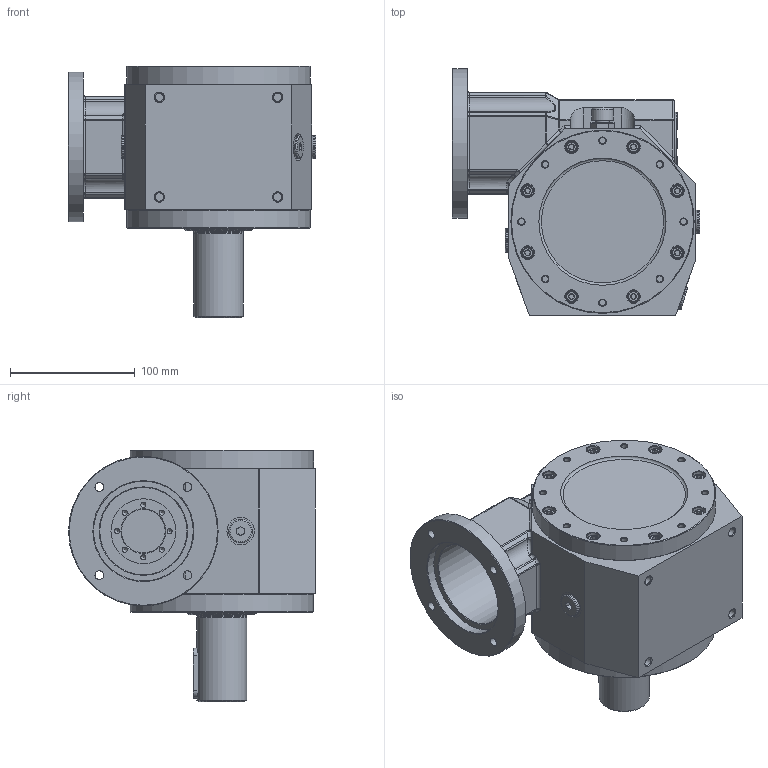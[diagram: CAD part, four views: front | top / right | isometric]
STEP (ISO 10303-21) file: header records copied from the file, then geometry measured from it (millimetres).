
FILE_DESCRIPTION( ( 'Unknown' ), '1' );
FILE_NAME( '3-1KW.stp', 'Unknown', ( 'Unknown' ), ( 'Unknown' ), 'PSStep 13.0', 'Unknown', ' ' );
FILE_SCHEMA( ( 'AUTOMOTIVE_DESIGN { 1 0 10303 214 1 1 1 1 }' ) );
Length unit declared in the file: millimetre
Products named in the file (1): Gehause
Bounding box: 198.5 x 198 x 202 mm (x, y, z)
Volume: 2894554.6 mm3; surface area: 201742.1 mm2
Topology: 1 solids, 25 shells, 878 faces, 1968 edges, 1202 vertices
Faces by surface type: plane 410, cylinder 178, bspline 131, cone 124, torus 35
Full cylindrical faces by diameter (mm): 4 x8, 4.5 x8, 5 x32, 5.5 x16, 6.8 x4, 7 x4, 8 x8, 8.5 x17, 10 x16, 11 x1, 17 x2, 19 x4, 22 x3, 39.6 x1, 40 x1, 50 x1, 52 x2, 55 x1, 57 x1, 70 x1, 80 x2, 120 x1, 147 x2
Entity records: 55695 total; most frequent: CARTESIAN_POINT 32319, ORIENTED_EDGE 3106, DIRECTION 2962, EDGE_CURVE 1553, EDGE_LOOP 1320, AXIS2_PLACEMENT_3D 1205, VERTEX_POINT 1120, FACE_OUTER_BOUND 1042
